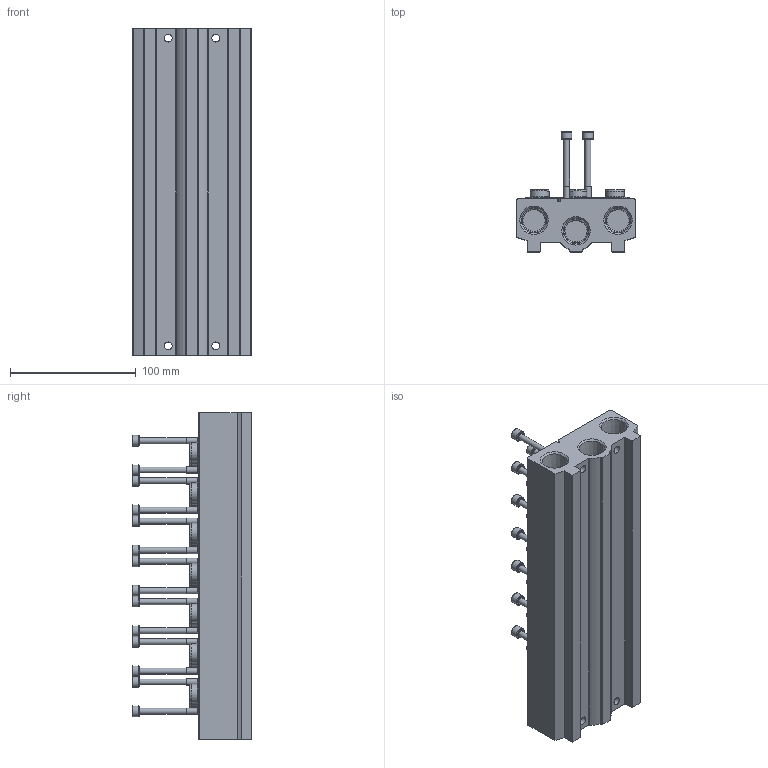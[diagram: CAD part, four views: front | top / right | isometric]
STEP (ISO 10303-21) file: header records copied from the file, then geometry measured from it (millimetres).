
FILE_DESCRIPTION(/* description */ ('STEP AP214'),/* implementation_level */ '2;1');
FILE_NAME(/* name */ '8026391_VABM-B10-30S-N12-7',/* time_stamp */ '2024-09-15T23:36:08+02:00',/* author */ ('License CC BY-ND 4.0'),/* organization */ ('CADENAS'),/* preprocessor_version */ 'ST-DEVELOPER v19.3',/* originating_system */ 'PARTsolutions',/* authorisation */ ' ');
FILE_SCHEMA (('AUTOMOTIVE_DESIGN {1 0 10303 214 3 1 1}'));
Length unit declared in the file: millimetre
Products named in the file (5): 8026391 VABM-B10-30S-N12-7; 8026391 VABM-B10-30S-N12-7---(M); 1658619 VUVS-G3-3---(S); 2191444 F-M5x60-10.9; 31785 B-1/2-NPT---(Plug)
Assembly tree (25 placements, depth 2):
  8026391 VABM-B10-30S-N12-7
    8026391 VABM-B10-30S-N12-7---(M)
    1658619 VUVS-G3-3---(S)  x7
    2191444 F-M5x60-10.9  x14
    31785 B-1/2-NPT---(Plug)  x3
Bounding box: 94 x 95.4 x 260 mm (x, y, z)
Volume: 740755.4 mm3; surface area: 191873 mm2
Topology: 25 solids, 25 shells, 1210 faces, 2923 edges, 1854 vertices
Faces by surface type: plane 549, cylinder 367, cone 238, torus 56
Full cylindrical faces by diameter (mm): 3.5 x1, 4.134 x15, 4.75 x14, 5 x14, 6.3 x4, 8.5 x14, 9 x21, 9.525 x3, 12 x21, 15.1 x21, 17.6 x3, 18.1 x21
Entity records: 9370 total; most frequent: CARTESIAN_POINT 1886, DIRECTION 1583, ORIENTED_EDGE 1258, AXIS2_PLACEMENT_3D 642, EDGE_CURVE 629, FACE_BOUND 552, EDGE_LOOP 535, VERTEX_POINT 489
